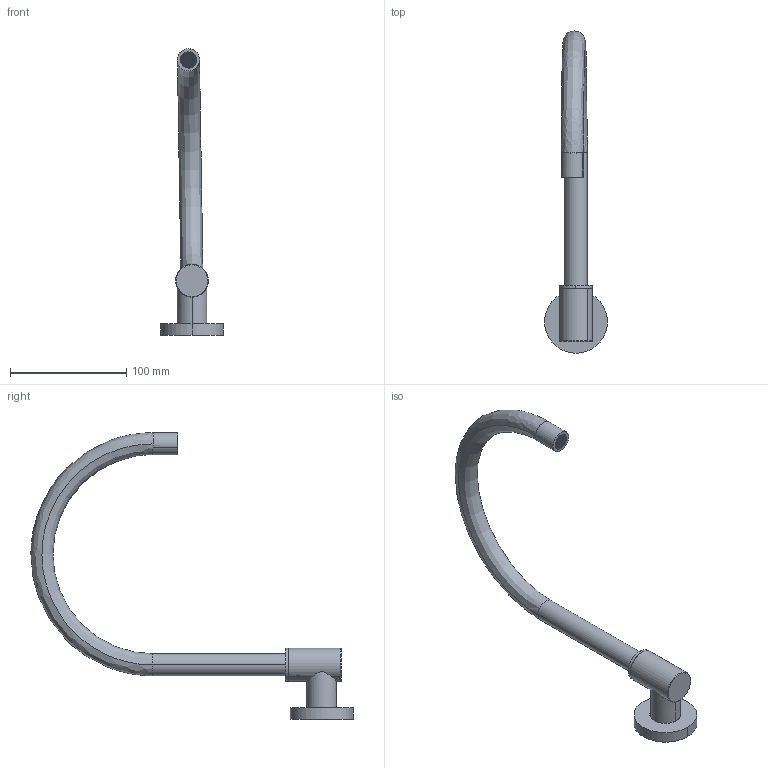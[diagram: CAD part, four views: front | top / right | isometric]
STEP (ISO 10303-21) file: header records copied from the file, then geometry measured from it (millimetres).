
FILE_DESCRIPTION (( 'STEP AP214' ), '1' );
FILE_NAME ('SWSIOC_shell.STEP', '2018-10-24T03:54:21', ( 'khoa' ), ( '' ), 'SwSTEP 2.0', 'SolidWorks 2016', '' );
FILE_SCHEMA (( 'AUTOMOTIVE_DESIGN' ));
Length unit declared in the file: millimetre
Products named in the file (2): SWSIOC_shell
Bounding box: 54 x 277.01 x 246.43 mm (x, y, z)
Volume: 69490.1 mm3; surface area: 69563.6 mm2
Topology: 4 solids, 5 shells, 1873 faces, 5687 edges, 3782 vertices
Faces by surface type: plane 1794, cylinder 57, cone 16, bspline 4, torus 2
Entity records: 85700 total; most frequent: CARTESIAN_POINT 12760, ORIENTED_EDGE 11374, DIRECTION 9653, EDGE_CURVE 5687, VECTOR 5427, LINE 5427, VERTEX_POINT 3782, EDGE_LOOP 2457
